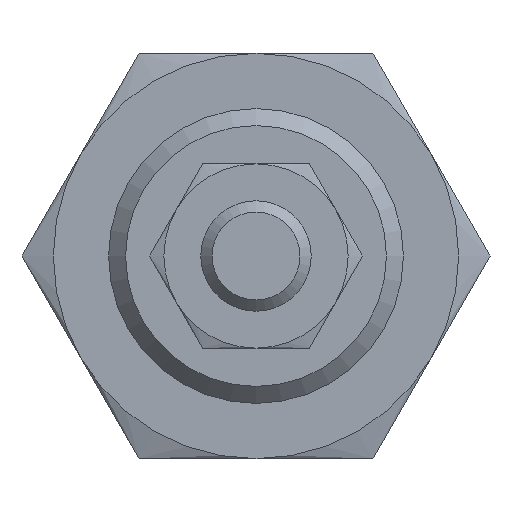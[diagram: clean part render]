
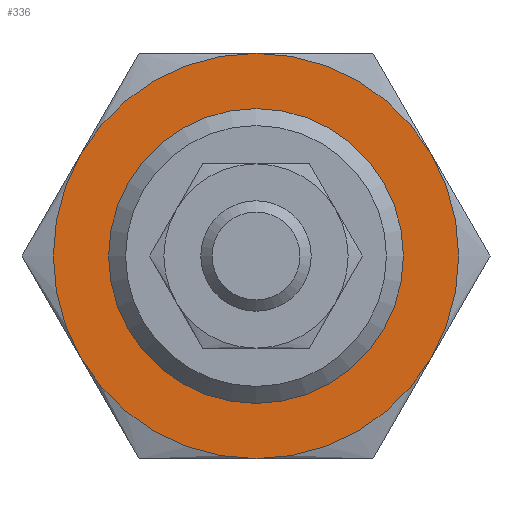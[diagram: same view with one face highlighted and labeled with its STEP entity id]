
A CAD part, left-side view. The second image highlights one B-rep face of the part: STEP entity #336.
In plain terms, the highlighted planar face has unit normal (-1, 0, 0).
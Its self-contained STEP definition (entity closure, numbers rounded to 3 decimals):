
#336 = ADVANCED_FACE( '', ( #675, #676 ), #677, .F. );
#675 = FACE_OUTER_BOUND( '', #1081, .T. );
#676 = FACE_BOUND( '', #1082, .T. );
#677 = PLANE( '', #1083 );
#1081 = EDGE_LOOP( '', ( #1666, #1667, #1668, #1669, #1670, #1671 ) );
#1082 = EDGE_LOOP( '', ( #1672 ) );
#1083 = AXIS2_PLACEMENT_3D( '', #1673, #1674, #1675 );
#1666 = ORIENTED_EDGE( '', *, *, #2471, .F. );
#1667 = ORIENTED_EDGE( '', *, *, #2472, .F. );
#1668 = ORIENTED_EDGE( '', *, *, #2473, .F. );
#1669 = ORIENTED_EDGE( '', *, *, #2474, .F. );
#1670 = ORIENTED_EDGE( '', *, *, #2448, .F. );
#1671 = ORIENTED_EDGE( '', *, *, #2475, .F. );
#1672 = ORIENTED_EDGE( '', *, *, #2476, .T. );
#1673 = CARTESIAN_POINT( '', ( 0., 0., 0. ) );
#1674 = DIRECTION( '', ( 1., 0., 0. ) );
#1675 = DIRECTION( '', ( 0., 0., -1. ) );
#2448 = EDGE_CURVE( '', #2814, #2898, #2900, .T. );
#2471 = EDGE_CURVE( '', #2934, #2935, #2936, .T. );
#2472 = EDGE_CURVE( '', #2937, #2934, #2938, .T. );
#2473 = EDGE_CURVE( '', #2939, #2937, #2940, .T. );
#2474 = EDGE_CURVE( '', #2898, #2939, #2941, .T. );
#2475 = EDGE_CURVE( '', #2935, #2814, #2942, .T. );
#2476 = EDGE_CURVE( '', #2943, #2943, #2944, .T. );
#2814 = VERTEX_POINT( '', #3424 );
#2898 = VERTEX_POINT( '', #3569 );
#2900 = CIRCLE( '', #3576, 11. );
#2934 = VERTEX_POINT( '', #3625 );
#2935 = VERTEX_POINT( '', #3626 );
#2936 = CIRCLE( '', #3627, 11. );
#2937 = VERTEX_POINT( '', #3628 );
#2938 = CIRCLE( '', #3629, 11. );
#2939 = VERTEX_POINT( '', #3630 );
#2940 = CIRCLE( '', #3631, 11. );
#2941 = CIRCLE( '', #3632, 11. );
#2942 = CIRCLE( '', #3633, 11. );
#2943 = VERTEX_POINT( '', #3634 );
#2944 = CIRCLE( '', #3635, 8. );
#3424 = CARTESIAN_POINT( '', ( 0., 0., 11. ) );
#3569 = CARTESIAN_POINT( '', ( 0., -9.526, 5.5 ) );
#3576 = AXIS2_PLACEMENT_3D( '', #4183, #4184, #4185 );
#3625 = CARTESIAN_POINT( '', ( 0., 9.526, -5.5 ) );
#3626 = CARTESIAN_POINT( '', ( 0., 9.526, 5.5 ) );
#3627 = AXIS2_PLACEMENT_3D( '', #4213, #4214, #4215 );
#3628 = CARTESIAN_POINT( '', ( 0., 0., -11. ) );
#3629 = AXIS2_PLACEMENT_3D( '', #4216, #4217, #4218 );
#3630 = CARTESIAN_POINT( '', ( 0., -9.526, -5.5 ) );
#3631 = AXIS2_PLACEMENT_3D( '', #4219, #4220, #4221 );
#3632 = AXIS2_PLACEMENT_3D( '', #4222, #4223, #4224 );
#3633 = AXIS2_PLACEMENT_3D( '', #4225, #4226, #4227 );
#3634 = CARTESIAN_POINT( '', ( 0., 0., -8. ) );
#3635 = AXIS2_PLACEMENT_3D( '', #4228, #4229, #4230 );
#4183 = CARTESIAN_POINT( '', ( 0., 0., 0. ) );
#4184 = DIRECTION( '', ( 1., 0., 0. ) );
#4185 = DIRECTION( '', ( 0., 0., -1. ) );
#4213 = CARTESIAN_POINT( '', ( 0., 0., 0. ) );
#4214 = DIRECTION( '', ( 1., 0., 0. ) );
#4215 = DIRECTION( '', ( 0., 0., -1. ) );
#4216 = CARTESIAN_POINT( '', ( 0., 0., 0. ) );
#4217 = DIRECTION( '', ( 1., 0., 0. ) );
#4218 = DIRECTION( '', ( 0., 0., -1. ) );
#4219 = CARTESIAN_POINT( '', ( 0., 0., 0. ) );
#4220 = DIRECTION( '', ( 1., 0., 0. ) );
#4221 = DIRECTION( '', ( 0., 0., -1. ) );
#4222 = CARTESIAN_POINT( '', ( 0., 0., 0. ) );
#4223 = DIRECTION( '', ( 1., 0., 0. ) );
#4224 = DIRECTION( '', ( 0., 0., -1. ) );
#4225 = CARTESIAN_POINT( '', ( 0., 0., 0. ) );
#4226 = DIRECTION( '', ( 1., 0., 0. ) );
#4227 = DIRECTION( '', ( 0., 0., -1. ) );
#4228 = CARTESIAN_POINT( '', ( 0., 0., 0. ) );
#4229 = DIRECTION( '', ( 1., 0., 0. ) );
#4230 = DIRECTION( '', ( 0., 0., -1. ) );
